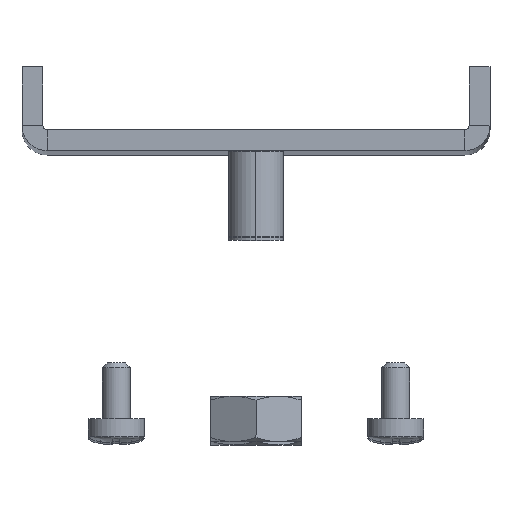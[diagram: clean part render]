
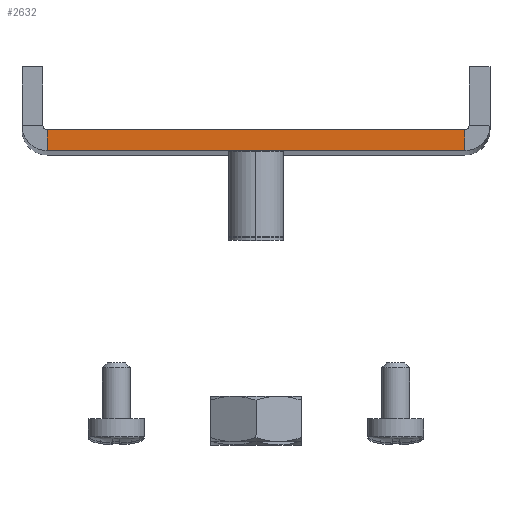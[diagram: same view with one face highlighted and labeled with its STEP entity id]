
A CAD part, top view. The second image highlights one B-rep face of the part: STEP entity #2632.
In plain terms, the highlighted planar face has unit normal (0, 0, 1).
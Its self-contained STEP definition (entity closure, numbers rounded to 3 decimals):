
#80 = EDGE_CURVE ( 'NONE', #1577, #2399, #2007, .T. ) ;
#329 = VECTOR ( 'NONE', #935, 1000. ) ;
#382 = EDGE_CURVE ( 'NONE', #469, #3100, #1152, .T. ) ;
#447 = PLANE ( 'NONE',  #2664 ) ;
#469 = VERTEX_POINT ( 'NONE', #1366 ) ;
#555 = EDGE_CURVE ( 'NONE', #2399, #3100, #1729, .T. ) ;
#559 = EDGE_CURVE ( 'NONE', #1577, #469, #1485, .T. ) ;
#647 = VECTOR ( 'NONE', #1718, 1000. ) ;
#678 = CARTESIAN_POINT ( 'NONE',  ( -33.5, 3., 180. ) ) ;
#688 = DIRECTION ( 'NONE',  ( -1., 0., 0. ) ) ;
#909 = CARTESIAN_POINT ( 'NONE',  ( -33.5, 0., 180. ) ) ;
#935 = DIRECTION ( 'NONE',  ( -1., 0., 0. ) ) ;
#1116 = ORIENTED_EDGE ( 'NONE', *, *, #559, .F. ) ;
#1152 = LINE ( 'NONE', #909, #329 ) ;
#1366 = CARTESIAN_POINT ( 'NONE',  ( 29.9, 0., 180. ) ) ;
#1428 = FACE_OUTER_BOUND ( 'NONE', #1536, .T. ) ;
#1441 = ORIENTED_EDGE ( 'NONE', *, *, #80, .T. ) ;
#1469 = CARTESIAN_POINT ( 'NONE',  ( 29.9, 3., 180. ) ) ;
#1485 = LINE ( 'NONE', #1697, #647 ) ;
#1505 = CARTESIAN_POINT ( 'NONE',  ( -29.9, 732.866, 180. ) ) ;
#1536 = EDGE_LOOP ( 'NONE', ( #1952, #3092, #1116, #1441 ) ) ;
#1577 = VERTEX_POINT ( 'NONE', #1469 ) ;
#1635 = DIRECTION ( 'NONE',  ( 0., -1., 0. ) ) ;
#1697 = CARTESIAN_POINT ( 'NONE',  ( 29.9, 732.866, 180. ) ) ;
#1718 = DIRECTION ( 'NONE',  ( 0., -1., 0. ) ) ;
#1729 = LINE ( 'NONE', #1505, #3499 ) ;
#1952 = ORIENTED_EDGE ( 'NONE', *, *, #555, .T. ) ;
#1975 = CARTESIAN_POINT ( 'NONE',  ( -29.9, 0., 180. ) ) ;
#2007 = LINE ( 'NONE', #678, #3268 ) ;
#2021 = CARTESIAN_POINT ( 'NONE',  ( -29.9, 3., 180. ) ) ;
#2280 = DIRECTION ( 'NONE',  ( 0., 0., 1. ) ) ;
#2356 = DIRECTION ( 'NONE',  ( 1., 0., 0. ) ) ;
#2399 = VERTEX_POINT ( 'NONE', #2021 ) ;
#2632 = ADVANCED_FACE ( 'NONE', ( #1428 ), #447, .T. ) ;
#2664 = AXIS2_PLACEMENT_3D ( 'NONE', #3382, #2280, #2356 ) ;
#3092 = ORIENTED_EDGE ( 'NONE', *, *, #382, .F. ) ;
#3100 = VERTEX_POINT ( 'NONE', #1975 ) ;
#3268 = VECTOR ( 'NONE', #688, 1000. ) ;
#3382 = CARTESIAN_POINT ( 'NONE',  ( -33.5, 732.866, 180. ) ) ;
#3499 = VECTOR ( 'NONE', #1635, 1000. ) ;
